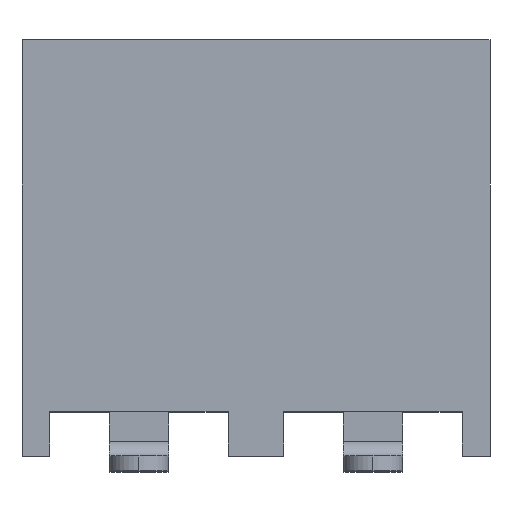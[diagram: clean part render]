
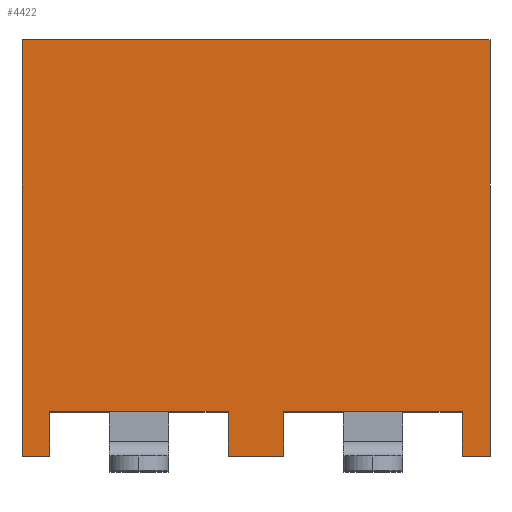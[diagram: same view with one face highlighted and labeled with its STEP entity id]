
A CAD part, top view. The second image highlights one B-rep face of the part: STEP entity #4422.
In plain terms, the highlighted planar face has unit normal (0, 0, 1).
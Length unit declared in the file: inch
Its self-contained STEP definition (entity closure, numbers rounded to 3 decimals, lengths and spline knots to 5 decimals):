
#41 = VECTOR ( 'NONE', #4329, 39.37008 ) ;
#168 = FACE_OUTER_BOUND ( 'NONE', #842, .T. ) ;
#170 = DIRECTION ( 'NONE',  ( 0., 1., 0. ) ) ;
#206 = EDGE_CURVE ( 'NONE', #1509, #1619, #2029, .T. ) ;
#264 = EDGE_CURVE ( 'NONE', #2864, #1260, #3439, .T. ) ;
#307 = CARTESIAN_POINT ( 'NONE',  ( -0.0694, 0.015, 0.079 ) ) ;
#384 = DIRECTION ( 'NONE',  ( 1., 0., 0. ) ) ;
#422 = VECTOR ( 'NONE', #1208, 39.37008 ) ;
#486 = LINE ( 'NONE', #1352, #3248 ) ;
#589 = VERTEX_POINT ( 'NONE', #2272 ) ;
#617 = DIRECTION ( 'NONE',  ( 0., -1., 0. ) ) ;
#619 = CARTESIAN_POINT ( 'NONE',  ( 0.0787, 0.14, 0.079 ) ) ;
#645 = DIRECTION ( 'NONE',  ( 0., -1., 0. ) ) ;
#684 = EDGE_CURVE ( 'NONE', #1260, #3254, #4518, .T. ) ;
#701 = VECTOR ( 'NONE', #3138, 39.37008 ) ;
#739 = EDGE_CURVE ( 'NONE', #3254, #1047, #2506, .T. ) ;
#825 = ORIENTED_EDGE ( 'NONE', *, *, #2671, .T. ) ;
#842 = EDGE_LOOP ( 'NONE', ( #899, #4067, #3582, #3201, #4580, #3219, #2753, #1114, #2713, #4469, #1707, #825 ) ) ;
#850 = VECTOR ( 'NONE', #384, 39.37008 ) ;
#876 = LINE ( 'NONE', #3519, #41 ) ;
#899 = ORIENTED_EDGE ( 'NONE', *, *, #4048, .T. ) ;
#951 = VERTEX_POINT ( 'NONE', #1558 ) ;
#977 = VECTOR ( 'NONE', #3907, 39.37008 ) ;
#978 = CARTESIAN_POINT ( 'NONE',  ( 0.0787, 0., 0.079 ) ) ;
#981 = EDGE_CURVE ( 'NONE', #1014, #951, #2257, .T. ) ;
#1002 = VECTOR ( 'NONE', #1776, 39.37008 ) ;
#1014 = VERTEX_POINT ( 'NONE', #4526 ) ;
#1047 = VERTEX_POINT ( 'NONE', #1704 ) ;
#1114 = ORIENTED_EDGE ( 'NONE', *, *, #206, .T. ) ;
#1208 = DIRECTION ( 'NONE',  ( 0., -1., 0. ) ) ;
#1258 = DIRECTION ( 'NONE',  ( 0., 0., -1. ) ) ;
#1260 = VERTEX_POINT ( 'NONE', #307 ) ;
#1297 = EDGE_CURVE ( 'NONE', #1047, #1014, #486, .T. ) ;
#1352 = CARTESIAN_POINT ( 'NONE',  ( -0.0787, 0., 0.079 ) ) ;
#1388 = DIRECTION ( 'NONE',  ( 1., 0., 0. ) ) ;
#1392 = PLANE ( 'NONE',  #3405 ) ;
#1402 = VECTOR ( 'NONE', #1388, 39.37008 ) ;
#1490 = EDGE_CURVE ( 'NONE', #2877, #2913, #2735, .T. ) ;
#1495 = EDGE_CURVE ( 'NONE', #1619, #3015, #876, .T. ) ;
#1509 = VERTEX_POINT ( 'NONE', #3541 ) ;
#1530 = DIRECTION ( 'NONE',  ( -1., 0., 0. ) ) ;
#1534 = VECTOR ( 'NONE', #2030, 39.37008 ) ;
#1558 = CARTESIAN_POINT ( 'NONE',  ( 0.0093, 0.015, 0.079 ) ) ;
#1619 = VERTEX_POINT ( 'NONE', #4244 ) ;
#1649 = CARTESIAN_POINT ( 'NONE',  ( 0.0787, 0.14, 0.079 ) ) ;
#1704 = CARTESIAN_POINT ( 'NONE',  ( -0.0094, 0., 0.079 ) ) ;
#1707 = ORIENTED_EDGE ( 'NONE', *, *, #1490, .F. ) ;
#1776 = DIRECTION ( 'NONE',  ( 1., 0., 0. ) ) ;
#1803 = CARTESIAN_POINT ( 'NONE',  ( -0.0694, 0., 0.079 ) ) ;
#1951 = CARTESIAN_POINT ( 'NONE',  ( 0.0093, 0.015, 0.079 ) ) ;
#1989 = EDGE_CURVE ( 'NONE', #2913, #3015, #2329, .T. ) ;
#2011 = CARTESIAN_POINT ( 'NONE',  ( 0.0693, 0.015, 0.079 ) ) ;
#2029 = LINE ( 'NONE', #4650, #422 ) ;
#2030 = DIRECTION ( 'NONE',  ( 0., -1., 0. ) ) ;
#2123 = CARTESIAN_POINT ( 'NONE',  ( -0.0787, 0.14, 0.079 ) ) ;
#2214 = VECTOR ( 'NONE', #617, 39.37008 ) ;
#2257 = LINE ( 'NONE', #1951, #4439 ) ;
#2272 = CARTESIAN_POINT ( 'NONE',  ( -0.0787, 0., 0.079 ) ) ;
#2290 = CARTESIAN_POINT ( 'NONE',  ( -0.0787, 0.14, 0.079 ) ) ;
#2329 = LINE ( 'NONE', #619, #2214 ) ;
#2418 = LINE ( 'NONE', #2011, #1002 ) ;
#2501 = CARTESIAN_POINT ( 'NONE',  ( -0.0094, 0.015, 0.079 ) ) ;
#2506 = LINE ( 'NONE', #2501, #2715 ) ;
#2671 = EDGE_CURVE ( 'NONE', #2877, #589, #3527, .T. ) ;
#2713 = ORIENTED_EDGE ( 'NONE', *, *, #1495, .T. ) ;
#2715 = VECTOR ( 'NONE', #645, 39.37008 ) ;
#2735 = LINE ( 'NONE', #3480, #1402 ) ;
#2753 = ORIENTED_EDGE ( 'NONE', *, *, #4578, .T. ) ;
#2864 = VERTEX_POINT ( 'NONE', #1803 ) ;
#2877 = VERTEX_POINT ( 'NONE', #3538 ) ;
#2913 = VERTEX_POINT ( 'NONE', #1649 ) ;
#3015 = VERTEX_POINT ( 'NONE', #978 ) ;
#3138 = DIRECTION ( 'NONE',  ( 1., 0., 0. ) ) ;
#3201 = ORIENTED_EDGE ( 'NONE', *, *, #739, .T. ) ;
#3219 = ORIENTED_EDGE ( 'NONE', *, *, #981, .T. ) ;
#3247 = CARTESIAN_POINT ( 'NONE',  ( -0.0094, 0.015, 0.079 ) ) ;
#3248 = VECTOR ( 'NONE', #3498, 39.37008 ) ;
#3254 = VERTEX_POINT ( 'NONE', #3583 ) ;
#3405 = AXIS2_PLACEMENT_3D ( 'NONE', #2123, #1258, #1530 ) ;
#3439 = LINE ( 'NONE', #3878, #977 ) ;
#3480 = CARTESIAN_POINT ( 'NONE',  ( -0.0787, 0.14, 0.079 ) ) ;
#3498 = DIRECTION ( 'NONE',  ( 1., 0., 0. ) ) ;
#3519 = CARTESIAN_POINT ( 'NONE',  ( -0.0787, 0., 0.079 ) ) ;
#3527 = LINE ( 'NONE', #2290, #1534 ) ;
#3538 = CARTESIAN_POINT ( 'NONE',  ( -0.0787, 0.14, 0.079 ) ) ;
#3541 = CARTESIAN_POINT ( 'NONE',  ( 0.0693, 0.015, 0.079 ) ) ;
#3582 = ORIENTED_EDGE ( 'NONE', *, *, #684, .T. ) ;
#3583 = CARTESIAN_POINT ( 'NONE',  ( -0.0094, 0.015, 0.079 ) ) ;
#3720 = CARTESIAN_POINT ( 'NONE',  ( -0.0787, 0., 0.079 ) ) ;
#3878 = CARTESIAN_POINT ( 'NONE',  ( -0.0694, 0.015, 0.079 ) ) ;
#3907 = DIRECTION ( 'NONE',  ( 0., 1., 0. ) ) ;
#4048 = EDGE_CURVE ( 'NONE', #589, #2864, #4077, .T. ) ;
#4067 = ORIENTED_EDGE ( 'NONE', *, *, #264, .T. ) ;
#4077 = LINE ( 'NONE', #3720, #850 ) ;
#4244 = CARTESIAN_POINT ( 'NONE',  ( 0.0693, 0., 0.079 ) ) ;
#4329 = DIRECTION ( 'NONE',  ( 1., 0., 0. ) ) ;
#4422 = ADVANCED_FACE ( 'NONE', ( #168 ), #1392, .F. ) ;
#4439 = VECTOR ( 'NONE', #170, 39.37008 ) ;
#4469 = ORIENTED_EDGE ( 'NONE', *, *, #1989, .F. ) ;
#4518 = LINE ( 'NONE', #3247, #701 ) ;
#4526 = CARTESIAN_POINT ( 'NONE',  ( 0.0093, 0., 0.079 ) ) ;
#4578 = EDGE_CURVE ( 'NONE', #951, #1509, #2418, .T. ) ;
#4580 = ORIENTED_EDGE ( 'NONE', *, *, #1297, .T. ) ;
#4650 = CARTESIAN_POINT ( 'NONE',  ( 0.0693, 0.015, 0.079 ) ) ;
